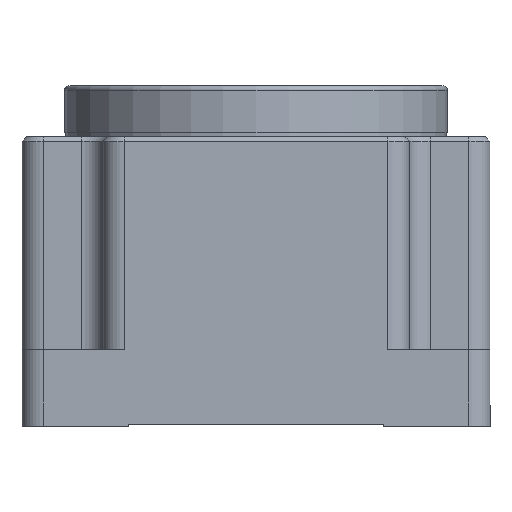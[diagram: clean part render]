
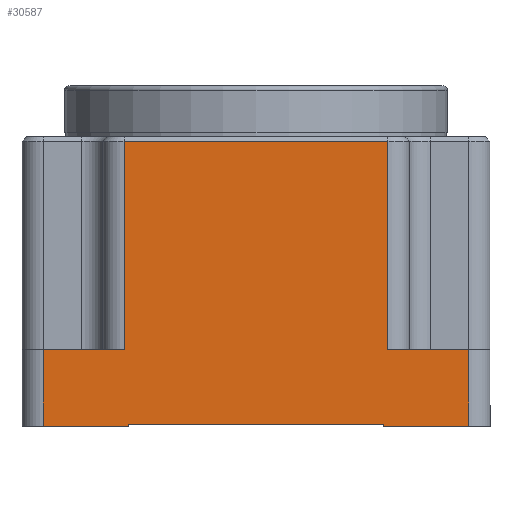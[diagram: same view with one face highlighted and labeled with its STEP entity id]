
A CAD part, left-side view. The second image highlights one B-rep face of the part: STEP entity #30587.
In plain terms, the highlighted planar face has unit normal (-1, 0, 0).
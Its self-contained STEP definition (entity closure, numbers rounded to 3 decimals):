
#179 = VERTEX_POINT ( 'NONE', #27663 ) ;
#881 = ORIENTED_EDGE ( 'NONE', *, *, #13938, .T. ) ;
#1022 = CARTESIAN_POINT ( 'NONE',  ( -55., 50., 0. ) ) ;
#1381 = DIRECTION ( 'NONE',  ( 0., 1., 0. ) ) ;
#1421 = CARTESIAN_POINT ( 'NONE',  ( -55., -30., 0.5 ) ) ;
#1426 = LINE ( 'NONE', #1421, #25698 ) ;
#2083 = VERTEX_POINT ( 'NONE', #1022 ) ;
#2296 = ORIENTED_EDGE ( 'NONE', *, *, #29870, .T. ) ;
#2575 = ORIENTED_EDGE ( 'NONE', *, *, #32890, .F. ) ;
#2649 = CARTESIAN_POINT ( 'NONE',  ( -55., -30., 0. ) ) ;
#3167 = VECTOR ( 'NONE', #25250, 1000. ) ;
#3267 = VECTOR ( 'NONE', #28817, 1000. ) ;
#3623 = VECTOR ( 'NONE', #17713, 1000. ) ;
#4339 = DIRECTION ( 'NONE',  ( 0., 0., 1. ) ) ;
#4358 = CARTESIAN_POINT ( 'NONE',  ( -55., -50., 68. ) ) ;
#4399 = LINE ( 'NONE', #4358, #15375 ) ;
#5166 = DIRECTION ( 'NONE',  ( 0., 1., 0. ) ) ;
#5211 = CARTESIAN_POINT ( 'NONE',  ( -55., 31., 67. ) ) ;
#5254 = LINE ( 'NONE', #5211, #10391 ) ;
#7900 = ORIENTED_EDGE ( 'NONE', *, *, #35620, .T. ) ;
#8721 = VERTEX_POINT ( 'NONE', #2649 ) ;
#8802 = VECTOR ( 'NONE', #26436, 1000. ) ;
#8837 = DIRECTION ( 'NONE',  ( 0., 0., -1. ) ) ;
#8868 = DIRECTION ( 'NONE',  ( 1., 0., 0. ) ) ;
#8884 = CARTESIAN_POINT ( 'NONE',  ( -55., -55., 68. ) ) ;
#8923 = PLANE ( 'NONE',  #16581 ) ;
#9015 = FACE_OUTER_BOUND ( 'NONE', #33531, .T. ) ;
#9363 = ORIENTED_EDGE ( 'NONE', *, *, #33827, .F. ) ;
#9546 = ORIENTED_EDGE ( 'NONE', *, *, #21993, .F. ) ;
#9802 = ORIENTED_EDGE ( 'NONE', *, *, #24120, .F. ) ;
#10196 = VERTEX_POINT ( 'NONE', #20730 ) ;
#10391 = VECTOR ( 'NONE', #5166, 1000. ) ;
#11369 = DIRECTION ( 'NONE',  ( 0., 0., -1. ) ) ;
#11374 = CARTESIAN_POINT ( 'NONE',  ( -55., 30., 0.5 ) ) ;
#11406 = LINE ( 'NONE', #11374, #22764 ) ;
#11429 = EDGE_CURVE ( 'NONE', #21582, #18123, #4399, .T. ) ;
#11829 = ORIENTED_EDGE ( 'NONE', *, *, #14385, .T. ) ;
#12292 = DIRECTION ( 'NONE',  ( 0., 0., -1. ) ) ;
#12305 = CARTESIAN_POINT ( 'NONE',  ( -55., 31., 68. ) ) ;
#12345 = LINE ( 'NONE', #12305, #18904 ) ;
#12817 = VERTEX_POINT ( 'NONE', #20064 ) ;
#13314 = CARTESIAN_POINT ( 'NONE',  ( -55., -30., 0.5 ) ) ;
#13335 = VERTEX_POINT ( 'NONE', #13314 ) ;
#13938 = EDGE_CURVE ( 'NONE', #179, #34986, #5254, .T. ) ;
#14385 = EDGE_CURVE ( 'NONE', #8721, #21582, #32780, .T. ) ;
#15375 = VECTOR ( 'NONE', #4339, 1000. ) ;
#16581 = AXIS2_PLACEMENT_3D ( 'NONE', #8884, #8868, #8837 ) ;
#17713 = DIRECTION ( 'NONE',  ( 0., -1., 0. ) ) ;
#17720 = CARTESIAN_POINT ( 'NONE',  ( -55., -55., 0. ) ) ;
#17722 = LINE ( 'NONE', #17720, #3623 ) ;
#17735 = DIRECTION ( 'NONE',  ( 0., 0., 1. ) ) ;
#17752 = CARTESIAN_POINT ( 'NONE',  ( -55., -31., 68. ) ) ;
#17803 = LINE ( 'NONE', #17752, #31330 ) ;
#18123 = VERTEX_POINT ( 'NONE', #18393 ) ;
#18193 = EDGE_CURVE ( 'NONE', #22305, #179, #17803, .T. ) ;
#18393 = CARTESIAN_POINT ( 'NONE',  ( -55., -50., 18. ) ) ;
#18904 = VECTOR ( 'NONE', #12292, 1000. ) ;
#20064 = CARTESIAN_POINT ( 'NONE',  ( -55., 31., 18. ) ) ;
#20730 = CARTESIAN_POINT ( 'NONE',  ( -55., 30., 0. ) ) ;
#21582 = VERTEX_POINT ( 'NONE', #31384 ) ;
#21993 = EDGE_CURVE ( 'NONE', #31671, #12817, #26474, .T. ) ;
#22305 = VERTEX_POINT ( 'NONE', #22578 ) ;
#22578 = CARTESIAN_POINT ( 'NONE',  ( -55., -31., 18. ) ) ;
#22764 = VECTOR ( 'NONE', #11369, 1000. ) ;
#24089 = ORIENTED_EDGE ( 'NONE', *, *, #11429, .T. ) ;
#24120 = EDGE_CURVE ( 'NONE', #22305, #18123, #32273, .T. ) ;
#24447 = CARTESIAN_POINT ( 'NONE',  ( -55., 31., 67. ) ) ;
#24828 = CARTESIAN_POINT ( 'NONE',  ( -55., 30., 0.5 ) ) ;
#25250 = DIRECTION ( 'NONE',  ( 0., 0., -1. ) ) ;
#25293 = CARTESIAN_POINT ( 'NONE',  ( -55., -30., 0.5 ) ) ;
#25374 = LINE ( 'NONE', #25293, #3167 ) ;
#25698 = VECTOR ( 'NONE', #1381, 1000. ) ;
#26436 = DIRECTION ( 'NONE',  ( 0., -1., 0. ) ) ;
#26447 = CARTESIAN_POINT ( 'NONE',  ( -55., -55., 18. ) ) ;
#26474 = LINE ( 'NONE', #26447, #8802 ) ;
#27473 = CARTESIAN_POINT ( 'NONE',  ( -55., 50., 18. ) ) ;
#27663 = CARTESIAN_POINT ( 'NONE',  ( -55., -31., 67. ) ) ;
#28817 = DIRECTION ( 'NONE',  ( 0., 0., -1. ) ) ;
#28820 = CARTESIAN_POINT ( 'NONE',  ( -55., 50., 68. ) ) ;
#28858 = LINE ( 'NONE', #28820, #3267 ) ;
#29161 = ORIENTED_EDGE ( 'NONE', *, *, #31605, .T. ) ;
#29727 = ORIENTED_EDGE ( 'NONE', *, *, #30395, .T. ) ;
#29870 = EDGE_CURVE ( 'NONE', #13335, #8721, #25374, .T. ) ;
#30036 = VECTOR ( 'NONE', #32232, 1000. ) ;
#30395 = EDGE_CURVE ( 'NONE', #34986, #12817, #12345, .T. ) ;
#30587 = ADVANCED_FACE ( 'NONE', ( #9015 ), #8923, .F. ) ;
#31330 = VECTOR ( 'NONE', #17735, 1000. ) ;
#31384 = CARTESIAN_POINT ( 'NONE',  ( -55., -50., 0. ) ) ;
#31605 = EDGE_CURVE ( 'NONE', #31671, #2083, #28858, .T. ) ;
#31671 = VERTEX_POINT ( 'NONE', #27473 ) ;
#31876 = VERTEX_POINT ( 'NONE', #24828 ) ;
#32058 = ORIENTED_EDGE ( 'NONE', *, *, #18193, .T. ) ;
#32232 = DIRECTION ( 'NONE',  ( 0., -1., 0. ) ) ;
#32234 = CARTESIAN_POINT ( 'NONE',  ( -55., -55., 18. ) ) ;
#32273 = LINE ( 'NONE', #32234, #30036 ) ;
#32726 = DIRECTION ( 'NONE',  ( 0., -1., 0. ) ) ;
#32737 = CARTESIAN_POINT ( 'NONE',  ( -55., -55., 0. ) ) ;
#32780 = LINE ( 'NONE', #32737, #35169 ) ;
#32890 = EDGE_CURVE ( 'NONE', #31876, #10196, #11406, .T. ) ;
#33531 = EDGE_LOOP ( 'NONE', ( #9363, #2296, #11829, #24089, #9802, #32058, #881, #29727, #9546, #29161, #7900, #2575 ) ) ;
#33827 = EDGE_CURVE ( 'NONE', #13335, #31876, #1426, .T. ) ;
#34986 = VERTEX_POINT ( 'NONE', #24447 ) ;
#35169 = VECTOR ( 'NONE', #32726, 1000. ) ;
#35620 = EDGE_CURVE ( 'NONE', #2083, #10196, #17722, .T. ) ;
